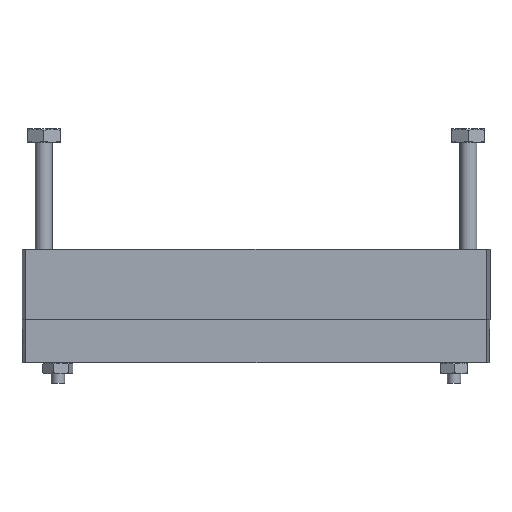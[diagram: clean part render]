
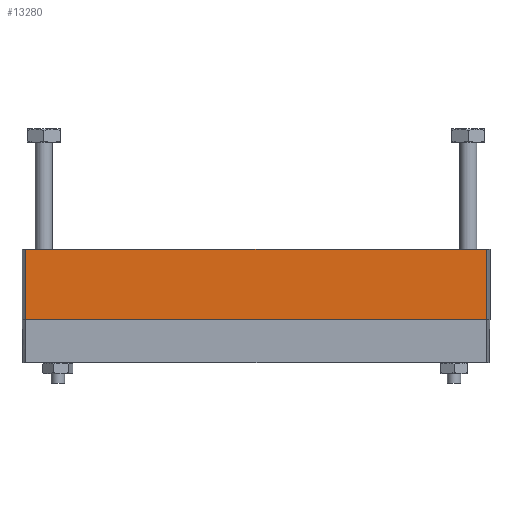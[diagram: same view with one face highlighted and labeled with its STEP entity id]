
A CAD part, front view. The second image highlights one B-rep face of the part: STEP entity #13280.
In plain terms, the highlighted planar face has unit normal (0, -1, 0).
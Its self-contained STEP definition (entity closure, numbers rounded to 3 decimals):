
#330 = VECTOR ( 'NONE', #5893, 1000. ) ;
#2144 = ORIENTED_EDGE ( 'NONE', *, *, #8831, .F. ) ;
#3749 = EDGE_CURVE ( 'NONE', #7190, #16077, #17562, .T. ) ;
#3780 = ORIENTED_EDGE ( 'NONE', *, *, #3749, .F. ) ;
#4038 = CARTESIAN_POINT ( 'NONE',  ( -34.437, -6.25, 0. ) ) ;
#5893 = DIRECTION ( 'NONE',  ( 0., 0., 1. ) ) ;
#6375 = VERTEX_POINT ( 'NONE', #13880 ) ;
#7075 = PLANE ( 'NONE',  #15176 ) ;
#7190 = VERTEX_POINT ( 'NONE', #4038 ) ;
#7382 = CARTESIAN_POINT ( 'NONE',  ( 34.437, -6.25, 0. ) ) ;
#7584 = EDGE_LOOP ( 'NONE', ( #3780, #2144, #15321, #13744 ) ) ;
#7876 = CARTESIAN_POINT ( 'NONE',  ( 34.437, -6.25, -10.5 ) ) ;
#8239 = DIRECTION ( 'NONE',  ( 0., 0., 1. ) ) ;
#8431 = DIRECTION ( 'NONE',  ( 0., -1., 0. ) ) ;
#8484 = DIRECTION ( 'NONE',  ( 1., 0., 0. ) ) ;
#8831 = EDGE_CURVE ( 'NONE', #6375, #7190, #14241, .T. ) ;
#9720 = EDGE_CURVE ( 'NONE', #12027, #16077, #11292, .T. ) ;
#10421 = CARTESIAN_POINT ( 'NONE',  ( 34.437, -6.25, 0. ) ) ;
#10828 = LINE ( 'NONE', #13925, #14215 ) ;
#11068 = DIRECTION ( 'NONE',  ( 1., 0., 0. ) ) ;
#11151 = EDGE_CURVE ( 'NONE', #6375, #12027, #10828, .T. ) ;
#11292 = LINE ( 'NONE', #17339, #330 ) ;
#12027 = VERTEX_POINT ( 'NONE', #7876 ) ;
#13208 = VECTOR ( 'NONE', #14788, 1000. ) ;
#13280 = ADVANCED_FACE ( 'NONE', ( #16552 ), #7075, .T. ) ;
#13744 = ORIENTED_EDGE ( 'NONE', *, *, #9720, .T. ) ;
#13880 = CARTESIAN_POINT ( 'NONE',  ( -34.437, -6.25, -10.5 ) ) ;
#13905 = CARTESIAN_POINT ( 'NONE',  ( -34.437, -6.25, -10.5 ) ) ;
#13925 = CARTESIAN_POINT ( 'NONE',  ( 34.437, -6.25, -10.5 ) ) ;
#14158 = CARTESIAN_POINT ( 'NONE',  ( 34.437, -6.25, -10.5 ) ) ;
#14215 = VECTOR ( 'NONE', #11068, 1000. ) ;
#14241 = LINE ( 'NONE', #13905, #17701 ) ;
#14788 = DIRECTION ( 'NONE',  ( 1., 0., 0. ) ) ;
#15176 = AXIS2_PLACEMENT_3D ( 'NONE', #14158, #8431, #8484 ) ;
#15321 = ORIENTED_EDGE ( 'NONE', *, *, #11151, .T. ) ;
#16077 = VERTEX_POINT ( 'NONE', #7382 ) ;
#16552 = FACE_OUTER_BOUND ( 'NONE', #7584, .T. ) ;
#17339 = CARTESIAN_POINT ( 'NONE',  ( 34.437, -6.25, -10.5 ) ) ;
#17562 = LINE ( 'NONE', #10421, #13208 ) ;
#17701 = VECTOR ( 'NONE', #8239, 1000. ) ;
